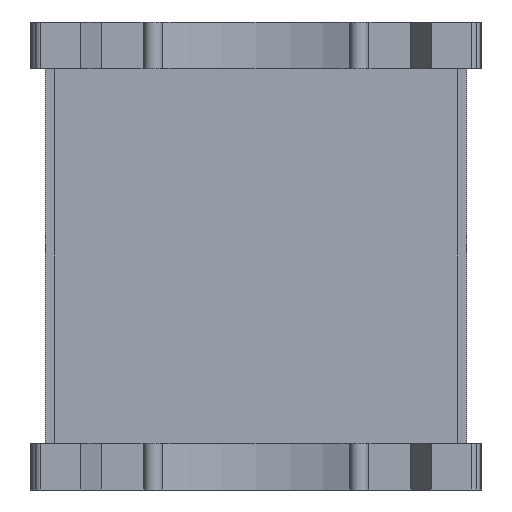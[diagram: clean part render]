
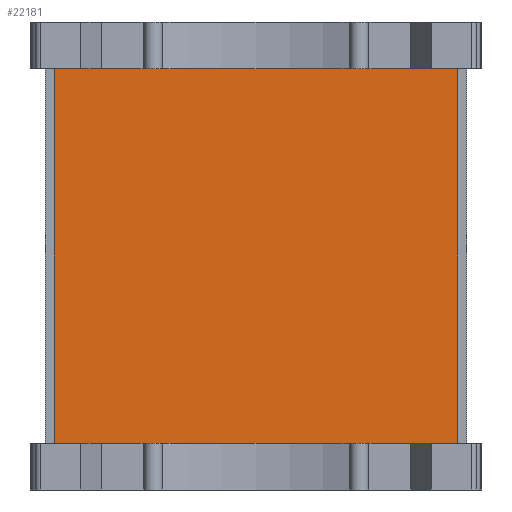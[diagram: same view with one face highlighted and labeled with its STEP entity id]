
A CAD part, front view. The second image highlights one B-rep face of the part: STEP entity #22181.
In plain terms, the highlighted planar face has unit normal (0, -1, 0).
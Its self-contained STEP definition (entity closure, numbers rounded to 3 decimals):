
#66 = ORIENTED_EDGE ( 'NONE', *, *, #15445, .T. ) ;
#1854 = CARTESIAN_POINT ( 'NONE',  ( -26.92, -11.451, 0.65 ) ) ;
#1887 = CARTESIAN_POINT ( 'NONE',  ( 16.08, -11.451, -43.42 ) ) ;
#1917 = LINE ( 'NONE', #14469, #6231 ) ;
#2702 = CARTESIAN_POINT ( 'NONE',  ( 16.08, -11.451, -3.5 ) ) ;
#2734 = EDGE_CURVE ( 'NONE', #23381, #20033, #13426, .T. ) ;
#3218 = CARTESIAN_POINT ( 'NONE',  ( -26.92, -11.451, -43.42 ) ) ;
#3439 = FACE_OUTER_BOUND ( 'NONE', #9629, .T. ) ;
#4101 = CARTESIAN_POINT ( 'NONE',  ( -26.92, -11.451, -3.5 ) ) ;
#5164 = LINE ( 'NONE', #19284, #10689 ) ;
#6231 = VECTOR ( 'NONE', #23635, 1000. ) ;
#8175 = VERTEX_POINT ( 'NONE', #2702 ) ;
#8464 = DIRECTION ( 'NONE',  ( 0., -1., 0. ) ) ;
#9079 = ORIENTED_EDGE ( 'NONE', *, *, #12052, .F. ) ;
#9629 = EDGE_LOOP ( 'NONE', ( #66, #18694, #9079, #18395 ) ) ;
#10689 = VECTOR ( 'NONE', #21208, 1000. ) ;
#10956 = DIRECTION ( 'NONE',  ( 1., 0., 0. ) ) ;
#11456 = AXIS2_PLACEMENT_3D ( 'NONE', #23144, #8464, #21358 ) ;
#12052 = EDGE_CURVE ( 'NONE', #8175, #20033, #1917, .T. ) ;
#13426 = LINE ( 'NONE', #20125, #18308 ) ;
#13900 = VECTOR ( 'NONE', #16653, 1000. ) ;
#13976 = PLANE ( 'NONE',  #11456 ) ;
#14469 = CARTESIAN_POINT ( 'NONE',  ( 16.08, -11.451, 0.65 ) ) ;
#15445 = EDGE_CURVE ( 'NONE', #16552, #23381, #23700, .T. ) ;
#16552 = VERTEX_POINT ( 'NONE', #4101 ) ;
#16653 = DIRECTION ( 'NONE',  ( 0., 0., -1. ) ) ;
#18308 = VECTOR ( 'NONE', #10956, 1000. ) ;
#18395 = ORIENTED_EDGE ( 'NONE', *, *, #22116, .T. ) ;
#18694 = ORIENTED_EDGE ( 'NONE', *, *, #2734, .T. ) ;
#19284 = CARTESIAN_POINT ( 'NONE',  ( -26.92, -11.451, -3.5 ) ) ;
#20033 = VERTEX_POINT ( 'NONE', #1887 ) ;
#20125 = CARTESIAN_POINT ( 'NONE',  ( -26.92, -11.451, -43.42 ) ) ;
#21208 = DIRECTION ( 'NONE',  ( -1., 0., 0. ) ) ;
#21358 = DIRECTION ( 'NONE',  ( 1., 0., 0. ) ) ;
#22116 = EDGE_CURVE ( 'NONE', #8175, #16552, #5164, .T. ) ;
#22181 = ADVANCED_FACE ( 'NONE', ( #3439 ), #13976, .T. ) ;
#23144 = CARTESIAN_POINT ( 'NONE',  ( 16.08, -11.451, 0.65 ) ) ;
#23381 = VERTEX_POINT ( 'NONE', #3218 ) ;
#23635 = DIRECTION ( 'NONE',  ( 0., 0., -1. ) ) ;
#23700 = LINE ( 'NONE', #1854, #13900 ) ;
